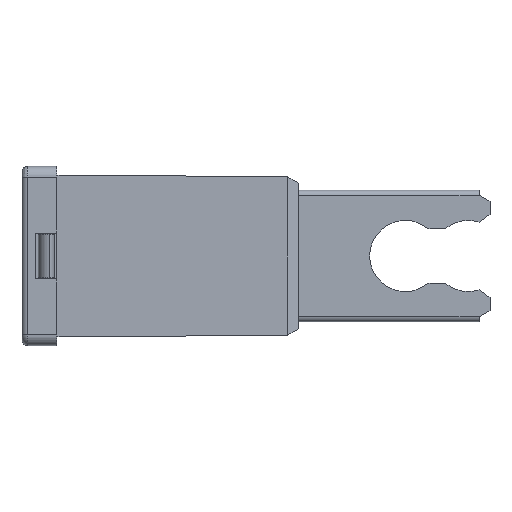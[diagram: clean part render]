
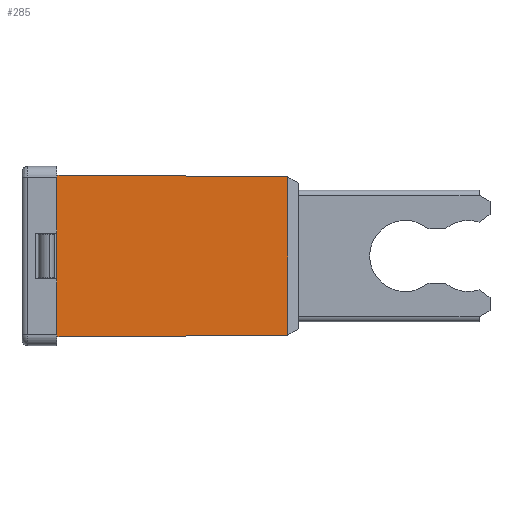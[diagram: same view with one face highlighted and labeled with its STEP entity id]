
A CAD part, left-side view. The second image highlights one B-rep face of the part: STEP entity #285.
In plain terms, the highlighted planar face has unit normal (-1, -0.005, 0).
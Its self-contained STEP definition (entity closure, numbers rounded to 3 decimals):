
#285=ADVANCED_FACE('',(#676),#485,.T.);
#485=PLANE('',#4498);
#676=FACE_OUTER_BOUND('',#900,.T.);
#900=EDGE_LOOP('',(#2505,#2506,#2507,#2508,#2509,#2510));
#1271=LINE('',#6493,#1757);
#1281=LINE('',#6512,#1767);
#1313=LINE('',#6598,#1799);
#1315=LINE('',#6602,#1801);
#1316=LINE('',#6604,#1802);
#1317=LINE('',#6605,#1803);
#1757=VECTOR('',#5164,1.);
#1767=VECTOR('',#5182,1.);
#1799=VECTOR('',#5266,1.);
#1801=VECTOR('',#5270,1.);
#1802=VECTOR('',#5271,1.);
#1803=VECTOR('',#5272,1.);
#2505=ORIENTED_EDGE('',*,*,#3983,.T.);
#2506=ORIENTED_EDGE('',*,*,#3985,.F.);
#2507=ORIENTED_EDGE('',*,*,#3986,.F.);
#2508=ORIENTED_EDGE('',*,*,#3939,.F.);
#2509=ORIENTED_EDGE('',*,*,#3929,.F.);
#2510=ORIENTED_EDGE('',*,*,#3987,.F.);
#3459=VERTEX_POINT('',#6492);
#3460=VERTEX_POINT('',#6494);
#3464=VERTEX_POINT('',#6509);
#3492=VERTEX_POINT('',#6597);
#3493=VERTEX_POINT('',#6599);
#3494=VERTEX_POINT('',#6603);
#3929=EDGE_CURVE('',#3459,#3460,#1271,.T.);
#3939=EDGE_CURVE('',#3460,#3464,#1281,.T.);
#3983=EDGE_CURVE('',#3493,#3492,#1313,.T.);
#3985=EDGE_CURVE('',#3494,#3492,#1315,.T.);
#3986=EDGE_CURVE('',#3464,#3494,#1316,.T.);
#3987=EDGE_CURVE('',#3493,#3459,#1317,.T.);
#4498=AXIS2_PLACEMENT_3D('',#6606,#5273,#5274);
#5164=DIRECTION('',(0.,0.,1.));
#5182=DIRECTION('',(0.,0.,1.));
#5266=DIRECTION('',(0.,0.,1.));
#5270=DIRECTION('',(0.005,-1.,-0.007));
#5271=DIRECTION('',(0.,0.,1.));
#5272=DIRECTION('',(-0.005,1.,-0.007));
#5273=DIRECTION('',(-1.,-0.005,0.));
#5274=DIRECTION('',(-0.005,1.,0.));
#6492=CARTESIAN_POINT('',(-9.9,21.11,-7.4));
#6493=CARTESIAN_POINT('',(-9.9,21.11,-7.4));
#6494=CARTESIAN_POINT('',(-9.9,21.11,-2.1));
#6509=CARTESIAN_POINT('',(-9.9,21.11,2.1));
#6512=CARTESIAN_POINT('',(-9.9,21.11,-2.1));
#6597=CARTESIAN_POINT('',(-9.8,0.01,7.25));
#6598=CARTESIAN_POINT('',(-9.8,0.01,-7.25));
#6599=CARTESIAN_POINT('',(-9.8,0.01,-7.25));
#6602=CARTESIAN_POINT('',(-9.9,21.11,7.4));
#6603=CARTESIAN_POINT('',(-9.9,21.11,7.4));
#6604=CARTESIAN_POINT('',(-9.9,21.11,2.1));
#6605=CARTESIAN_POINT('',(-9.8,0.01,-7.25));
#6606=CARTESIAN_POINT('',(-9.9,21.11,0.));
